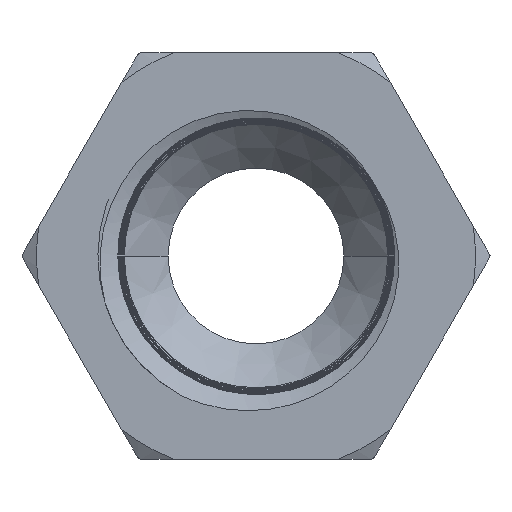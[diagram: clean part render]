
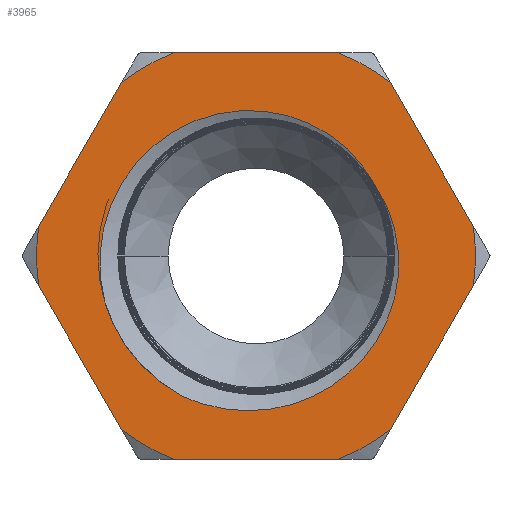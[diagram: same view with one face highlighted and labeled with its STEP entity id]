
A CAD part, left-side view. The second image highlights one B-rep face of the part: STEP entity #3965.
In plain terms, the highlighted planar face has unit normal (-1, 0, 0).
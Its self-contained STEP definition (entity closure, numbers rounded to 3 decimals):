
#121=DIRECTION('',(0.,-0.5,0.866));
#122=VECTOR('',#121,9.056);
#123=CARTESIAN_POINT('',(0.,11.877,1.629));
#124=LINE('',#123,#122);
#125=CARTESIAN_POINT('',(0.,0.,0.));
#126=DIRECTION('',(-1.,0.,0.));
#127=DIRECTION('',(0.,0.378,0.926));
#128=AXIS2_PLACEMENT_3D('',#125,#126,#127);
#130=DIRECTION('',(0.,-1.,0.));
#131=VECTOR('',#130,9.056);
#132=CARTESIAN_POINT('',(0.,4.528,11.1));
#133=LINE('',#132,#131);
#134=CARTESIAN_POINT('',(0.,0.,0.));
#135=DIRECTION('',(-1.,0.,0.));
#136=DIRECTION('',(0.,-0.613,0.79));
#137=AXIS2_PLACEMENT_3D('',#134,#135,#136);
#139=DIRECTION('',(0.,-0.5,-0.866));
#140=VECTOR('',#139,9.056);
#141=CARTESIAN_POINT('',(0.,-7.349,9.471));
#142=LINE('',#141,#140);
#143=DIRECTION('',(0.,0.5,-0.866));
#144=VECTOR('',#143,9.056);
#145=CARTESIAN_POINT('',(0.,-11.877,-1.629));
#146=LINE('',#145,#144);
#147=CARTESIAN_POINT('',(0.,0.,0.));
#148=DIRECTION('',(-1.,0.,0.));
#149=DIRECTION('',(0.,-0.378,-0.926));
#150=AXIS2_PLACEMENT_3D('',#147,#148,#149);
#152=DIRECTION('',(0.,1.,0.));
#153=VECTOR('',#152,9.056);
#154=CARTESIAN_POINT('',(0.,-4.528,-11.1));
#155=LINE('',#154,#153);
#156=CARTESIAN_POINT('',(0.,0.,0.));
#157=DIRECTION('',(-1.,0.,0.));
#158=DIRECTION('',(0.,0.613,-0.79));
#159=AXIS2_PLACEMENT_3D('',#156,#157,#158);
#161=DIRECTION('',(0.,0.5,0.866));
#162=VECTOR('',#161,9.056);
#163=CARTESIAN_POINT('',(0.,7.349,-9.471));
#164=LINE('',#163,#162);
#165=CARTESIAN_POINT('',(0.,-6.543,3.816));
#166=CARTESIAN_POINT('',(0.,-6.75,3.501));
#167=CARTESIAN_POINT('',(0.,-7.113,2.851));
#168=CARTESIAN_POINT('',(0.,-7.512,1.794));
#169=CARTESIAN_POINT('',(0.,-7.75,0.704));
#170=CARTESIAN_POINT('',(0.,-7.831,-0.401));
#171=CARTESIAN_POINT('',(0.,-7.752,-1.534));
#172=CARTESIAN_POINT('',(0.,-7.5,-2.689));
#173=CARTESIAN_POINT('',(0.,-7.042,-3.87));
#174=CARTESIAN_POINT('',(0.,-6.392,-4.977));
#175=CARTESIAN_POINT('',(0.,-5.579,-5.963));
#176=CARTESIAN_POINT('',(0.,-4.619,-6.812));
#177=CARTESIAN_POINT('',(0.,-3.542,-7.5));
#178=CARTESIAN_POINT('',(0.,-2.349,-8.023));
#179=CARTESIAN_POINT('',(0.,-1.092,-8.353));
#180=CARTESIAN_POINT('',(0.,0.215,-8.486));
#181=CARTESIAN_POINT('',(0.,1.534,-8.414));
#182=CARTESIAN_POINT('',(0.,2.828,-8.139));
#183=CARTESIAN_POINT('',(0.,3.656,-7.824));
#184=CARTESIAN_POINT('',(0.,4.062,-7.633));
#186=CARTESIAN_POINT('',(0.,0.,0.));
#187=DIRECTION('',(-1.,0.,0.));
#188=DIRECTION('',(0.,-0.864,0.504));
#189=AXIS2_PLACEMENT_3D('',#186,#187,#188);
#191=CARTESIAN_POINT('',(0.,8.25,-2.569));
#192=CARTESIAN_POINT('',(0.,8.366,-2.13));
#193=CARTESIAN_POINT('',(0.,8.527,-1.248));
#194=CARTESIAN_POINT('',(0.,8.559,0.107));
#195=CARTESIAN_POINT('',(0.,8.377,1.44));
#196=CARTESIAN_POINT('',(0.,7.994,2.715));
#197=CARTESIAN_POINT('',(0.,7.41,3.919));
#198=CARTESIAN_POINT('',(0.,6.658,4.997));
#199=CARTESIAN_POINT('',(0.,5.739,5.948));
#200=CARTESIAN_POINT('',(0.,4.695,6.73));
#201=CARTESIAN_POINT('',(0.,3.542,7.336));
#202=CARTESIAN_POINT('',(0.,2.311,7.749));
#203=CARTESIAN_POINT('',(0.,1.047,7.959));
#204=CARTESIAN_POINT('',(0.,-0.24,7.964));
#205=CARTESIAN_POINT('',(0.,-1.491,7.766));
#206=CARTESIAN_POINT('',(0.,-2.698,7.37));
#207=CARTESIAN_POINT('',(0.,-3.814,6.79));
#208=CARTESIAN_POINT('',(0.,-4.816,6.044));
#209=CARTESIAN_POINT('',(0.,-5.681,5.15));
#210=CARTESIAN_POINT('',(0.,-6.148,4.478));
#211=CARTESIAN_POINT('',(0.,-6.356,4.121));
#213=CARTESIAN_POINT('',(0.,4.062,-7.633));
#214=CARTESIAN_POINT('',(0.,4.359,-7.474));
#215=CARTESIAN_POINT('',(0.,4.931,-7.125));
#216=CARTESIAN_POINT('',(0.,5.721,-6.507));
#217=CARTESIAN_POINT('',(0.,6.458,-5.778));
#218=CARTESIAN_POINT('',(0.,7.148,-4.905));
#219=CARTESIAN_POINT('',(0.,7.778,-3.838));
#220=CARTESIAN_POINT('',(0.,8.112,-3.014));
#221=CARTESIAN_POINT('',(0.,8.25,-2.569));
#237=CARTESIAN_POINT('',(0.,0.,0.));
#238=DIRECTION('',(-1.,0.,0.));
#239=DIRECTION('',(0.,0.991,0.136));
#240=AXIS2_PLACEMENT_3D('',#237,#238,#239);
#263=CARTESIAN_POINT('',(0.,0.,0.));
#264=DIRECTION('',(-1.,0.,0.));
#265=DIRECTION('',(0.,-0.991,-0.136));
#266=AXIS2_PLACEMENT_3D('',#263,#264,#265);
#3697=CARTESIAN_POINT('',(0.,7.349,-9.471));
#3698=CARTESIAN_POINT('',(0.,4.528,-11.1));
#3699=VERTEX_POINT('',#3697);
#3700=VERTEX_POINT('',#3698);
#3701=CARTESIAN_POINT('',(0.,-4.528,-11.1));
#3702=CARTESIAN_POINT('',(0.,-7.349,-9.471));
#3703=VERTEX_POINT('',#3701);
#3704=VERTEX_POINT('',#3702);
#3705=CARTESIAN_POINT('',(0.,-7.349,9.471));
#3706=CARTESIAN_POINT('',(0.,-4.528,11.1));
#3707=VERTEX_POINT('',#3705);
#3708=VERTEX_POINT('',#3706);
#3709=CARTESIAN_POINT('',(0.,4.528,11.1));
#3710=CARTESIAN_POINT('',(0.,7.349,9.471));
#3711=VERTEX_POINT('',#3709);
#3712=VERTEX_POINT('',#3710);
#3729=CARTESIAN_POINT('',(0.,11.877,-1.629));
#3730=VERTEX_POINT('',#3729);
#3731=CARTESIAN_POINT('',(0.,11.877,1.629));
#3732=VERTEX_POINT('',#3731);
#3733=CARTESIAN_POINT('',(0.,-11.877,1.629));
#3734=VERTEX_POINT('',#3733);
#3735=CARTESIAN_POINT('',(0.,-11.877,-1.629));
#3736=VERTEX_POINT('',#3735);
#3783=VERTEX_POINT('',#165);
#3784=VERTEX_POINT('',#184);
#3785=VERTEX_POINT('',#221);
#3786=VERTEX_POINT('',#211);
#3924=CARTESIAN_POINT('',(0.,0.,0.));
#3925=DIRECTION('',(1.,0.,0.));
#3926=DIRECTION('',(0.,0.,-1.));
#3927=AXIS2_PLACEMENT_3D('',#3924,#3925,#3926);
#3928=PLANE('',#3927);
#3930=ORIENTED_EDGE('',*,*,#3929,.F.);
#3932=ORIENTED_EDGE('',*,*,#3931,.T.);
#3934=ORIENTED_EDGE('',*,*,#3933,.F.);
#3936=ORIENTED_EDGE('',*,*,#3935,.T.);
#3938=ORIENTED_EDGE('',*,*,#3937,.F.);
#3940=ORIENTED_EDGE('',*,*,#3939,.T.);
#3942=ORIENTED_EDGE('',*,*,#3941,.F.);
#3944=ORIENTED_EDGE('',*,*,#3943,.T.);
#3946=ORIENTED_EDGE('',*,*,#3945,.F.);
#3948=ORIENTED_EDGE('',*,*,#3947,.T.);
#3950=ORIENTED_EDGE('',*,*,#3949,.F.);
#3952=ORIENTED_EDGE('',*,*,#3951,.T.);
#3953=EDGE_LOOP('',(#3930,#3932,#3934,#3936,#3938,#3940,#3942,#3944,#3946,#3948,
#3950,#3952));
#3954=FACE_OUTER_BOUND('',#3953,.F.);
#3956=ORIENTED_EDGE('',*,*,#3955,.F.);
#3958=ORIENTED_EDGE('',*,*,#3957,.T.);
#3960=ORIENTED_EDGE('',*,*,#3959,.F.);
#3962=ORIENTED_EDGE('',*,*,#3961,.F.);
#3963=EDGE_LOOP('',(#3956,#3958,#3960,#3962));
#3964=FACE_BOUND('',#3963,.F.);
#129=CIRCLE('',#128,11.988);
#138=CIRCLE('',#137,11.988);
#151=CIRCLE('',#150,11.988);
#160=CIRCLE('',#159,11.988);
#185=B_SPLINE_CURVE_WITH_KNOTS('',3,(#165,#166,#167,#168,#169,#170,#171,#172,
#173,#174,#175,#176,#177,#178,#179,#180,#181,#182,#183,#184),.UNSPECIFIED.,.F.,
.F.,(4,1,1,1,1,1,1,1,1,1,1,1,1,1,1,1,1,4),(0.,0.059,
0.118,0.176,0.235,0.294,
0.353,0.412,0.471,0.529,
0.588,0.647,0.706,0.765,
0.824,0.882,0.941,1.),.UNSPECIFIED.);
#190=CIRCLE('',#189,7.574);
#212=B_SPLINE_CURVE_WITH_KNOTS('',3,(#191,#192,#193,#194,#195,#196,#197,#198,
#199,#200,#201,#202,#203,#204,#205,#206,#207,#208,#209,#210,#211),.UNSPECIFIED.,
.F.,.F.,(4,1,1,1,1,1,1,1,1,1,1,1,1,1,1,1,1,1,4),(0.,0.056,
0.111,0.167,0.222,0.278,
0.333,0.389,0.444,0.5,0.556,
0.611,0.667,0.722,0.778,
0.833,0.889,0.944,1.),.UNSPECIFIED.);
#222=B_SPLINE_CURVE_WITH_KNOTS('',3,(#213,#214,#215,#216,#217,#218,#219,#220,
#221),.UNSPECIFIED.,.F.,.F.,(4,1,1,1,1,1,4),(0.,0.167,
0.333,0.5,0.667,0.833,1.),
.UNSPECIFIED.);
#241=CIRCLE('',#240,11.988);
#267=CIRCLE('',#266,11.988);
#3929=EDGE_CURVE('',#3732,#3730,#241,.T.);
#3931=EDGE_CURVE('',#3732,#3712,#124,.T.);
#3933=EDGE_CURVE('',#3711,#3712,#129,.T.);
#3935=EDGE_CURVE('',#3711,#3708,#133,.T.);
#3937=EDGE_CURVE('',#3707,#3708,#138,.T.);
#3939=EDGE_CURVE('',#3707,#3734,#142,.T.);
#3941=EDGE_CURVE('',#3736,#3734,#267,.T.);
#3943=EDGE_CURVE('',#3736,#3704,#146,.T.);
#3945=EDGE_CURVE('',#3703,#3704,#151,.T.);
#3947=EDGE_CURVE('',#3703,#3700,#155,.T.);
#3949=EDGE_CURVE('',#3699,#3700,#160,.T.);
#3951=EDGE_CURVE('',#3699,#3730,#164,.T.);
#3955=EDGE_CURVE('',#3783,#3784,#185,.T.);
#3957=EDGE_CURVE('',#3783,#3786,#190,.T.);
#3959=EDGE_CURVE('',#3785,#3786,#212,.T.);
#3961=EDGE_CURVE('',#3784,#3785,#222,.T.);
#3965=ADVANCED_FACE('',(#3954,#3964),#3928,.F.);
